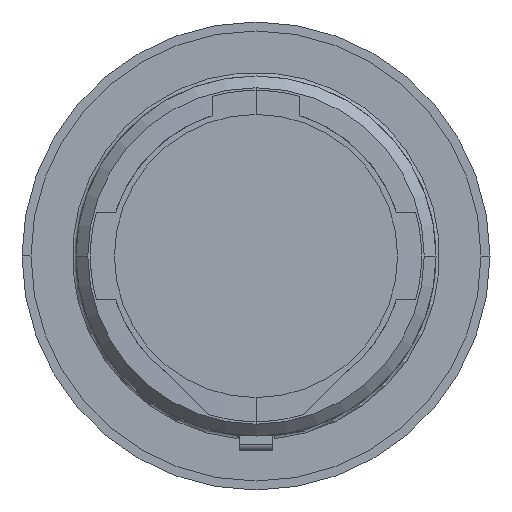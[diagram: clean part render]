
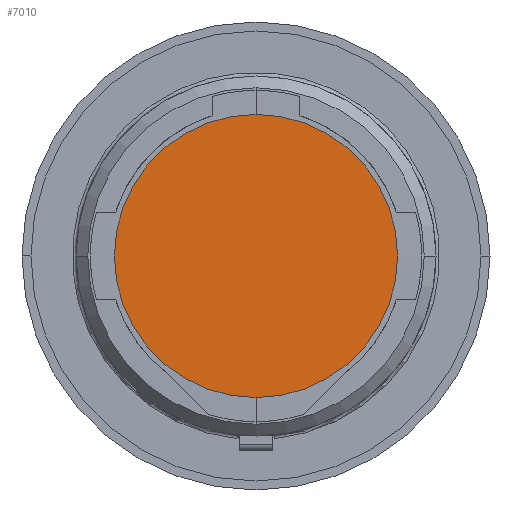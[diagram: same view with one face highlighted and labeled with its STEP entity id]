
A CAD part, front view. The second image highlights one B-rep face of the part: STEP entity #7010.
In plain terms, the highlighted planar face has unit normal (0, -1, 0).
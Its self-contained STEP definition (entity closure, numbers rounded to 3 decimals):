
#1950=CARTESIAN_POINT('',(0.,0.,0.));
#1951=DIRECTION('',(0.,1.,0.));
#1952=DIRECTION('',(1.,0.,0.));
#1953=AXIS2_PLACEMENT_3D('',#1950,#1951,#1952);
#1955=CARTESIAN_POINT('',(0.,0.,0.));
#1956=DIRECTION('',(0.,1.,0.));
#1957=DIRECTION('',(-1.,0.,0.));
#1958=AXIS2_PLACEMENT_3D('',#1955,#1956,#1957);
#3819=CARTESIAN_POINT('',(-11.8,0.,0.));
#3820=VERTEX_POINT('',#3819);
#3821=CARTESIAN_POINT('',(11.8,0.,0.));
#3822=VERTEX_POINT('',#3821);
#7001=CARTESIAN_POINT('',(0.,0.,0.));
#7002=DIRECTION('',(0.,-1.,0.));
#7003=DIRECTION('',(-1.,0.,0.));
#7004=AXIS2_PLACEMENT_3D('',#7001,#7002,#7003);
#7005=PLANE('',#7004);
#7006=ORIENTED_EDGE('',*,*,#6927,.T.);
#7007=ORIENTED_EDGE('',*,*,#6988,.T.);
#7008=EDGE_LOOP('',(#7006,#7007));
#7009=FACE_OUTER_BOUND('',#7008,.F.);
#7010=ADVANCED_FACE('',(#7009),#7005,.T.);
#1954=CIRCLE('',#1953,11.8);
#1959=CIRCLE('',#1958,11.8);
#6927=EDGE_CURVE('',#3822,#3820,#1954,.T.);
#6988=EDGE_CURVE('',#3820,#3822,#1959,.T.);
